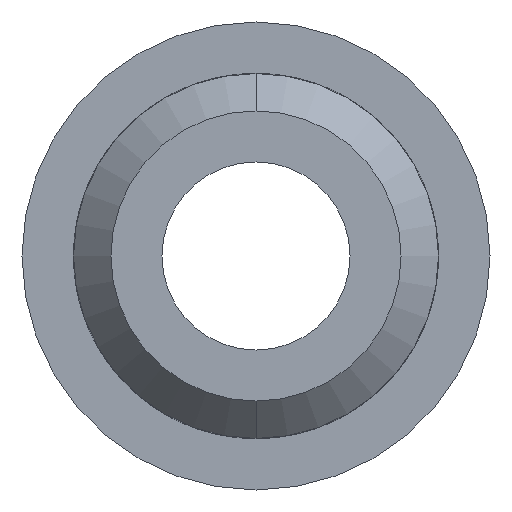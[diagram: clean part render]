
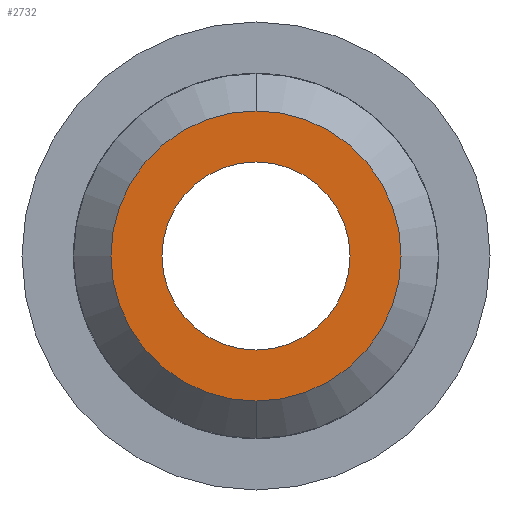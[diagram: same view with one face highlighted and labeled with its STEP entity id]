
A CAD part, front view. The second image highlights one B-rep face of the part: STEP entity #2732.
In plain terms, the highlighted planar face has unit normal (0, -1, 0).
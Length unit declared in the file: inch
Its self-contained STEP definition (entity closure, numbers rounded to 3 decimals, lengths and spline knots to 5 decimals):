
#169 = VERTEX_POINT ( 'NONE', #6002 ) ;
#322 = AXIS2_PLACEMENT_3D ( 'NONE', #874, #2111, #6967 ) ;
#354 = DIRECTION ( 'NONE',  ( 0., 0., 1. ) ) ;
#737 = ORIENTED_EDGE ( 'NONE', *, *, #2113, .F. ) ;
#874 = CARTESIAN_POINT ( 'NONE',  ( 0., -0.305, 0. ) ) ;
#1058 = PLANE ( 'NONE',  #5324 ) ;
#1114 = DIRECTION ( 'NONE',  ( 0., 0., 1. ) ) ;
#1165 = CARTESIAN_POINT ( 'NONE',  ( 0., -0.305, 0.1005 ) ) ;
#1296 = DIRECTION ( 'NONE',  ( 0., 0., -1. ) ) ;
#1503 = CIRCLE ( 'NONE', #4338, 0.155 ) ;
#1568 = EDGE_CURVE ( 'NONE', #6542, #7340, #2474, .T. ) ;
#1708 = CIRCLE ( 'NONE', #6354, 0.155 ) ;
#1718 = DIRECTION ( 'NONE',  ( 0., -1., 0. ) ) ;
#1872 = EDGE_LOOP ( 'NONE', ( #737, #7248 ) ) ;
#2111 = DIRECTION ( 'NONE',  ( 0., -1., 0. ) ) ;
#2113 = EDGE_CURVE ( 'NONE', #7340, #6542, #8616, .T. ) ;
#2348 = CARTESIAN_POINT ( 'NONE',  ( 0., -0.305, 0. ) ) ;
#2474 = CIRCLE ( 'NONE', #4319, 0.1005 ) ;
#2553 = CARTESIAN_POINT ( 'NONE',  ( 0., -0.305, -0.195 ) ) ;
#2732 = ADVANCED_FACE ( 'NONE', ( #3803, #7762 ), #1058, .F. ) ;
#3151 = CARTESIAN_POINT ( 'NONE',  ( 0., -0.305, -0.1005 ) ) ;
#3257 = EDGE_LOOP ( 'NONE', ( #7852, #8210 ) ) ;
#3794 = VERTEX_POINT ( 'NONE', #5904 ) ;
#3803 = FACE_OUTER_BOUND ( 'NONE', #3257, .T. ) ;
#4319 = AXIS2_PLACEMENT_3D ( 'NONE', #6501, #7904, #1296 ) ;
#4338 = AXIS2_PLACEMENT_3D ( 'NONE', #2348, #1718, #4913 ) ;
#4913 = DIRECTION ( 'NONE',  ( 0., 0., 1. ) ) ;
#5243 = EDGE_CURVE ( 'NONE', #3794, #169, #1503, .T. ) ;
#5324 = AXIS2_PLACEMENT_3D ( 'NONE', #2553, #6564, #354 ) ;
#5904 = CARTESIAN_POINT ( 'NONE',  ( 0., -0.305, -0.155 ) ) ;
#6002 = CARTESIAN_POINT ( 'NONE',  ( 0., -0.305, 0.155 ) ) ;
#6354 = AXIS2_PLACEMENT_3D ( 'NONE', #8443, #6492, #1114 ) ;
#6492 = DIRECTION ( 'NONE',  ( 0., -1., 0. ) ) ;
#6501 = CARTESIAN_POINT ( 'NONE',  ( 0., -0.305, 0. ) ) ;
#6542 = VERTEX_POINT ( 'NONE', #1165 ) ;
#6564 = DIRECTION ( 'NONE',  ( 0., 1., 0. ) ) ;
#6818 = EDGE_CURVE ( 'NONE', #169, #3794, #1708, .T. ) ;
#6967 = DIRECTION ( 'NONE',  ( 0., 0., -1. ) ) ;
#7248 = ORIENTED_EDGE ( 'NONE', *, *, #1568, .F. ) ;
#7340 = VERTEX_POINT ( 'NONE', #3151 ) ;
#7762 = FACE_BOUND ( 'NONE', #1872, .T. ) ;
#7852 = ORIENTED_EDGE ( 'NONE', *, *, #6818, .T. ) ;
#7904 = DIRECTION ( 'NONE',  ( 0., -1., 0. ) ) ;
#8210 = ORIENTED_EDGE ( 'NONE', *, *, #5243, .T. ) ;
#8443 = CARTESIAN_POINT ( 'NONE',  ( 0., -0.305, 0. ) ) ;
#8616 = CIRCLE ( 'NONE', #322, 0.1005 ) ;
